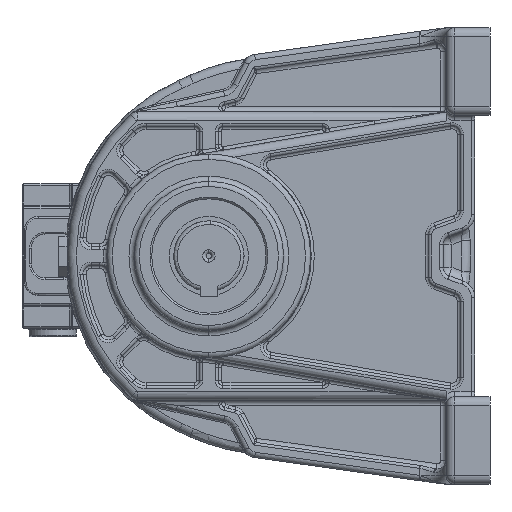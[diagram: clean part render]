
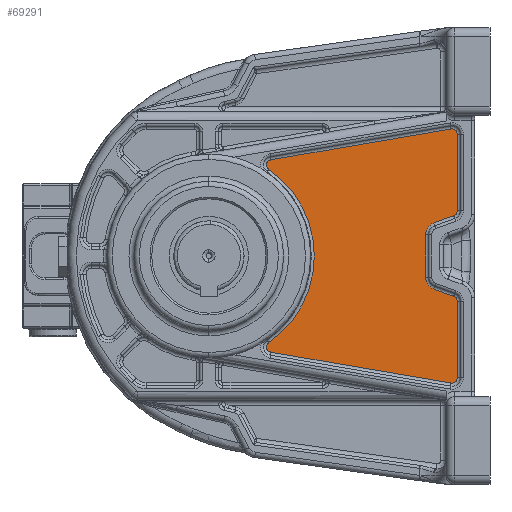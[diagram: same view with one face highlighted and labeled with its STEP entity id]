
A CAD part, left-side view. The second image highlights one B-rep face of the part: STEP entity #69291.
In plain terms, the highlighted planar face has unit normal (-1, 0, 0).
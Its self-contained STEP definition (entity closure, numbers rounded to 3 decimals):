
#240 = DIRECTION ( 'NONE',  ( 0., -0.569, -0.822 ) ) ;
#293 = EDGE_CURVE ( 'NONE', #44673, #28373, #52455, .T. ) ;
#491 = CARTESIAN_POINT ( 'NONE',  ( -138.5, -105.315, -25.753 ) ) ;
#809 = CARTESIAN_POINT ( 'NONE',  ( -138.5, -102.315, 69.386 ) ) ;
#1222 = CARTESIAN_POINT ( 'NONE',  ( -138.5, -102.315, -25.753 ) ) ;
#1254 = EDGE_CURVE ( 'NONE', #12412, #58769, #15602, .T. ) ;
#1404 = ORIENTED_EDGE ( 'NONE', *, *, #48137, .F. ) ;
#1643 = VECTOR ( 'NONE', #17938, 1000. ) ;
#3438 = EDGE_CURVE ( 'NONE', #28373, #22352, #59420, .T. ) ;
#3821 = CARTESIAN_POINT ( 'NONE',  ( -138.5, 0.19, -51.805 ) ) ;
#4865 = AXIS2_PLACEMENT_3D ( 'NONE', #3821, #61474, #9787 ) ;
#6318 = DIRECTION ( 'NONE',  ( 0., -1., 0. ) ) ;
#6718 = AXIS2_PLACEMENT_3D ( 'NONE', #48208, #71077, #37672 ) ;
#6790 = DIRECTION ( 'NONE',  ( 1., 0., 0. ) ) ;
#6855 = VERTEX_POINT ( 'NONE', #9044 ) ;
#7436 = EDGE_CURVE ( 'NONE', #22352, #37955, #41403, .T. ) ;
#7906 = DIRECTION ( 'NONE',  ( 0., -0.94, -0.342 ) ) ;
#8122 = CARTESIAN_POINT ( 'NONE',  ( -138.5, -103.341, 22.934 ) ) ;
#8311 = VERTEX_POINT ( 'NONE', #37413 ) ;
#9044 = CARTESIAN_POINT ( 'NONE',  ( -138.5, -105.315, -69.386 ) ) ;
#9781 = VERTEX_POINT ( 'NONE', #53555 ) ;
#9787 = DIRECTION ( 'NONE',  ( 0., 0.169, -0.986 ) ) ;
#9829 = AXIS2_PLACEMENT_3D ( 'NONE', #1222, #14950, #35282 ) ;
#10856 = ORIENTED_EDGE ( 'NONE', *, *, #63843, .F. ) ;
#11641 = ORIENTED_EDGE ( 'NONE', *, *, #60684, .F. ) ;
#11664 = LINE ( 'NONE', #50629, #63784 ) ;
#12412 = VERTEX_POINT ( 'NONE', #32312 ) ;
#12773 = VERTEX_POINT ( 'NONE', #39289 ) ;
#13516 = DIRECTION ( 'NONE',  ( 0., 1., 0. ) ) ;
#14675 = DIRECTION ( 'NONE',  ( 1., 0., 0. ) ) ;
#14950 = DIRECTION ( 'NONE',  ( 1., 0., 0. ) ) ;
#15326 = CARTESIAN_POINT ( 'NONE',  ( -138.5, 0.697, 54.762 ) ) ;
#15602 = CIRCLE ( 'NONE', #4865, 3. ) ;
#16005 = DIRECTION ( 'NONE',  ( -1., 0., 0. ) ) ;
#16458 = CARTESIAN_POINT ( 'NONE',  ( -138.5, -102.315, 25.753 ) ) ;
#16506 = EDGE_CURVE ( 'NONE', #20568, #60171, #61546, .T. ) ;
#16510 = LINE ( 'NONE', #27034, #52377 ) ;
#16647 = CARTESIAN_POINT ( 'NONE',  ( -138.5, 0., 0. ) ) ;
#16987 = DIRECTION ( 'NONE',  ( 0., 0., -1. ) ) ;
#17445 = EDGE_LOOP ( 'NONE', ( #11641, #64305, #32535, #10856, #1404, #36452, #37596, #21092, #54814, #65780, #41116, #33530, #51449, #65389, #44294, #58468 ) ) ;
#17938 = DIRECTION ( 'NONE',  ( 0., 0., -1. ) ) ;
#18403 = CARTESIAN_POINT ( 'NONE',  ( -138.5, -94.315, -12.199 ) ) ;
#18765 = CARTESIAN_POINT ( 'NONE',  ( -138.5, 1.897, -49.338 ) ) ;
#18866 = EDGE_CURVE ( 'NONE', #63971, #20568, #16510, .T. ) ;
#19253 = CARTESIAN_POINT ( 'NONE',  ( -138.5, -105.315, 69.386 ) ) ;
#19920 = CARTESIAN_POINT ( 'NONE',  ( -138.5, -101.808, -72.342 ) ) ;
#20000 = VECTOR ( 'NONE', #7906, 1000. ) ;
#20481 = CIRCLE ( 'NONE', #70741, 60. ) ;
#20568 = VERTEX_POINT ( 'NONE', #49192 ) ;
#21053 = CARTESIAN_POINT ( 'NONE',  ( -138.5, -101.808, -72.342 ) ) ;
#21092 = ORIENTED_EDGE ( 'NONE', *, *, #7436, .F. ) ;
#21768 = EDGE_CURVE ( 'NONE', #8311, #6855, #51054, .T. ) ;
#22097 = DIRECTION ( 'NONE',  ( 0., -1., 0. ) ) ;
#22352 = VERTEX_POINT ( 'NONE', #49417 ) ;
#22973 = VECTOR ( 'NONE', #48199, 1000. ) ;
#26631 = VERTEX_POINT ( 'NONE', #21053 ) ;
#26658 = EDGE_CURVE ( 'NONE', #9781, #63971, #34914, .T. ) ;
#27034 = CARTESIAN_POINT ( 'NONE',  ( -138.5, 0.697, 54.762 ) ) ;
#27915 = PLANE ( 'NONE',  #47947 ) ;
#28373 = VERTEX_POINT ( 'NONE', #51506 ) ;
#29314 = CIRCLE ( 'NONE', #37666, 7. ) ;
#29440 = CIRCLE ( 'NONE', #56940, 3. ) ;
#30179 = AXIS2_PLACEMENT_3D ( 'NONE', #43123, #14675, #37488 ) ;
#31710 = EDGE_CURVE ( 'NONE', #37955, #12773, #11664, .T. ) ;
#32312 = CARTESIAN_POINT ( 'NONE',  ( -138.5, 0.697, -54.762 ) ) ;
#32535 = ORIENTED_EDGE ( 'NONE', *, *, #21768, .F. ) ;
#33414 = DIRECTION ( 'NONE',  ( 0., 0., -1. ) ) ;
#33530 = ORIENTED_EDGE ( 'NONE', *, *, #16506, .F. ) ;
#33946 = CARTESIAN_POINT ( 'NONE',  ( -138.5, 36.04, 0. ) ) ;
#34097 = EDGE_CURVE ( 'NONE', #12773, #46676, #29314, .T. ) ;
#34914 = CIRCLE ( 'NONE', #30179, 3. ) ;
#35282 = DIRECTION ( 'NONE',  ( 0., -0.342, 0.94 ) ) ;
#36452 = ORIENTED_EDGE ( 'NONE', *, *, #34097, .F. ) ;
#37413 = CARTESIAN_POINT ( 'NONE',  ( -138.5, -105.315, -25.753 ) ) ;
#37488 = DIRECTION ( 'NONE',  ( 0., 0.569, -0.822 ) ) ;
#37596 = ORIENTED_EDGE ( 'NONE', *, *, #31710, .F. ) ;
#37666 = AXIS2_PLACEMENT_3D ( 'NONE', #18403, #47588, #13516 ) ;
#37672 = DIRECTION ( 'NONE',  ( 0., 0.342, 0.94 ) ) ;
#37955 = VERTEX_POINT ( 'NONE', #73098 ) ;
#39289 = CARTESIAN_POINT ( 'NONE',  ( -138.5, -87.315, -12.199 ) ) ;
#40711 = EDGE_CURVE ( 'NONE', #60171, #44673, #64356, .T. ) ;
#41116 = ORIENTED_EDGE ( 'NONE', *, *, #40711, .F. ) ;
#41403 = CIRCLE ( 'NONE', #6718, 7. ) ;
#42727 = LINE ( 'NONE', #65199, #20000 ) ;
#42735 = DIRECTION ( 'NONE',  ( 0., 0.986, 0.169 ) ) ;
#43123 = CARTESIAN_POINT ( 'NONE',  ( -138.5, 0.19, 51.805 ) ) ;
#44294 = ORIENTED_EDGE ( 'NONE', *, *, #71962, .F. ) ;
#44673 = VERTEX_POINT ( 'NONE', #59403 ) ;
#46676 = VERTEX_POINT ( 'NONE', #61828 ) ;
#46727 = VECTOR ( 'NONE', #42735, 1000. ) ;
#47588 = DIRECTION ( 'NONE',  ( -1., 0., 0. ) ) ;
#47947 = AXIS2_PLACEMENT_3D ( 'NONE', #16647, #50338, #55952 ) ;
#48137 = EDGE_CURVE ( 'NONE', #46676, #60867, #42727, .T. ) ;
#48199 = DIRECTION ( 'NONE',  ( 0., 0.94, -0.342 ) ) ;
#48208 = CARTESIAN_POINT ( 'NONE',  ( -138.5, -94.315, 12.199 ) ) ;
#49192 = CARTESIAN_POINT ( 'NONE',  ( -138.5, -101.808, 72.342 ) ) ;
#49417 = CARTESIAN_POINT ( 'NONE',  ( -138.5, -91.921, 18.777 ) ) ;
#49837 = DIRECTION ( 'NONE',  ( 0., -0.986, 0.169 ) ) ;
#50338 = DIRECTION ( 'NONE',  ( -1., 0., 0. ) ) ;
#50629 = CARTESIAN_POINT ( 'NONE',  ( -138.5, -87.315, 12.199 ) ) ;
#51054 = LINE ( 'NONE', #491, #73699 ) ;
#51449 = ORIENTED_EDGE ( 'NONE', *, *, #18866, .F. ) ;
#51506 = CARTESIAN_POINT ( 'NONE',  ( -138.5, -103.341, 22.934 ) ) ;
#52377 = VECTOR ( 'NONE', #49837, 1000. ) ;
#52455 = CIRCLE ( 'NONE', #56047, 3. ) ;
#52913 = EDGE_CURVE ( 'NONE', #6855, #26631, #29440, .T. ) ;
#53555 = CARTESIAN_POINT ( 'NONE',  ( -138.5, 1.897, 49.338 ) ) ;
#54814 = ORIENTED_EDGE ( 'NONE', *, *, #3438, .F. ) ;
#55952 = DIRECTION ( 'NONE',  ( 0., 0., 1. ) ) ;
#56047 = AXIS2_PLACEMENT_3D ( 'NONE', #16458, #57589, #6318 ) ;
#56438 = CIRCLE ( 'NONE', #9829, 3. ) ;
#56940 = AXIS2_PLACEMENT_3D ( 'NONE', #67389, #73417, #22097 ) ;
#57589 = DIRECTION ( 'NONE',  ( 1., 0., 0. ) ) ;
#58468 = ORIENTED_EDGE ( 'NONE', *, *, #1254, .F. ) ;
#58769 = VERTEX_POINT ( 'NONE', #18765 ) ;
#59403 = CARTESIAN_POINT ( 'NONE',  ( -138.5, -105.315, 25.753 ) ) ;
#59420 = LINE ( 'NONE', #8122, #22973 ) ;
#60171 = VERTEX_POINT ( 'NONE', #19253 ) ;
#60684 = EDGE_CURVE ( 'NONE', #26631, #12412, #71225, .T. ) ;
#60867 = VERTEX_POINT ( 'NONE', #73458 ) ;
#61474 = DIRECTION ( 'NONE',  ( 1., 0., 0. ) ) ;
#61546 = CIRCLE ( 'NONE', #65179, 3. ) ;
#61828 = CARTESIAN_POINT ( 'NONE',  ( -138.5, -91.921, -18.777 ) ) ;
#63717 = DIRECTION ( 'NONE',  ( 0., 0.169, 0.986 ) ) ;
#63784 = VECTOR ( 'NONE', #33414, 1000. ) ;
#63843 = EDGE_CURVE ( 'NONE', #60867, #8311, #56438, .T. ) ;
#63971 = VERTEX_POINT ( 'NONE', #15326 ) ;
#64305 = ORIENTED_EDGE ( 'NONE', *, *, #52913, .F. ) ;
#64356 = LINE ( 'NONE', #68878, #1643 ) ;
#65179 = AXIS2_PLACEMENT_3D ( 'NONE', #809, #6790, #63717 ) ;
#65199 = CARTESIAN_POINT ( 'NONE',  ( -138.5, -91.921, -18.777 ) ) ;
#65389 = ORIENTED_EDGE ( 'NONE', *, *, #26658, .F. ) ;
#65780 = ORIENTED_EDGE ( 'NONE', *, *, #293, .F. ) ;
#67389 = CARTESIAN_POINT ( 'NONE',  ( -138.5, -102.315, -69.386 ) ) ;
#68878 = CARTESIAN_POINT ( 'NONE',  ( -138.5, -105.315, 69.386 ) ) ;
#69291 = ADVANCED_FACE ( 'NONE', ( #73607 ), #27915, .T. ) ;
#70741 = AXIS2_PLACEMENT_3D ( 'NONE', #33946, #16005, #240 ) ;
#71077 = DIRECTION ( 'NONE',  ( -1., 0., 0. ) ) ;
#71225 = LINE ( 'NONE', #19920, #46727 ) ;
#71962 = EDGE_CURVE ( 'NONE', #58769, #9781, #20481, .T. ) ;
#73098 = CARTESIAN_POINT ( 'NONE',  ( -138.5, -87.315, 12.199 ) ) ;
#73417 = DIRECTION ( 'NONE',  ( 1., 0., 0. ) ) ;
#73458 = CARTESIAN_POINT ( 'NONE',  ( -138.5, -103.341, -22.934 ) ) ;
#73607 = FACE_OUTER_BOUND ( 'NONE', #17445, .T. ) ;
#73699 = VECTOR ( 'NONE', #16987, 1000. ) ;
